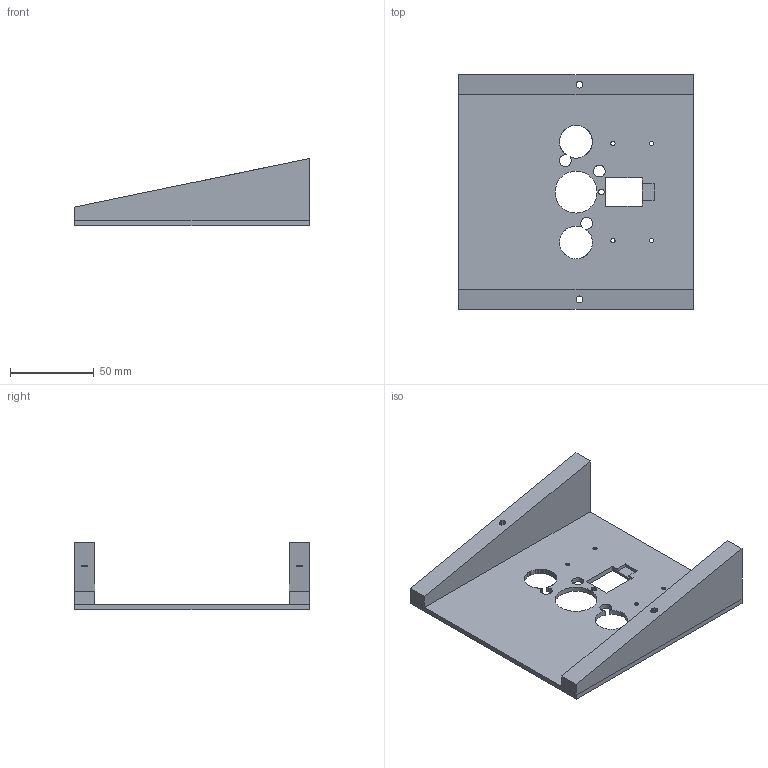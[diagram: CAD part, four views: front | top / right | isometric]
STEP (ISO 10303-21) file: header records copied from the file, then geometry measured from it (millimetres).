
FILE_DESCRIPTION(/* description */ (''),/* implementation_level */ '2;1');
FILE_NAME(/* name */ 'Bird House electronics v2.step',/* time_stamp */ '2021-03-09T09:15:50+00:00',/* author */ (''),/* organization */ (''),/* preprocessor_version */ 'ST-DEVELOPER v18.1',/* originating_system */ 'Autodesk Translation Framework v9.7.1.1290',/* authorisation */ '');
FILE_SCHEMA (('AUTOMOTIVE_DESIGN { 1 0 10303 214 3 1 1 }'));
Length unit declared in the file: millimetre
Products named in the file (4): Bird House electronics; Component1; Component2; Component3
Assembly tree (3 placements, depth 2):
  Bird House electronics
    Component1
    Component2
    Component3
Bounding box: 140 x 140 x 40 mm (x, y, z)
Volume: 128589.4 mm3; surface area: 59821.3 mm2
Topology: 3 solids, 3 shells, 414 faces, 1224 edges, 816 vertices
Faces by surface type: plane 358, cylinder 56
Full cylindrical faces by diameter (mm): 7 x1, 25 x1
Entity records: 13813 total; most frequent: CARTESIAN_POINT 2461, ORIENTED_EDGE 2448, DIRECTION 2178, EDGE_CURVE 1224, LINE 1112, VECTOR 1112, VERTEX_POINT 816, AXIS2_PLACEMENT_3D 533
